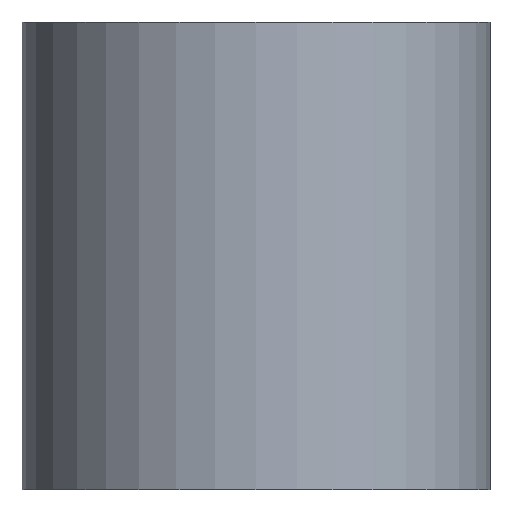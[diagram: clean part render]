
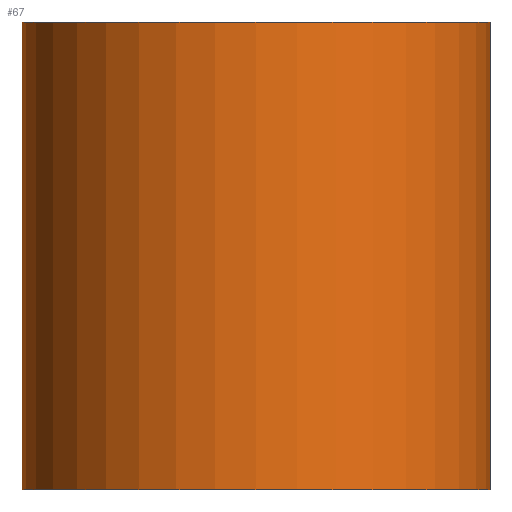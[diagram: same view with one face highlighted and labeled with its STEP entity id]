
A CAD part, front view. The second image highlights one B-rep face of the part: STEP entity #67.
In plain terms, the highlighted cylindrical face has radius 0.635 mm (diameter 1.27 mm), a partial arc.
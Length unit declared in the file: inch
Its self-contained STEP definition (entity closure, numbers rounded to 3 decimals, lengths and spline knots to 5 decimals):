
#3 = FACE_OUTER_BOUND ( 'NONE', #74, .T. ) ;
#5 = CARTESIAN_POINT ( 'NONE',  ( 36.14029, 39.25749, -0.025 ) ) ;
#16 = CARTESIAN_POINT ( 'NONE',  ( 36.16529, 39.25749, 0.025 ) ) ;
#18 = CARTESIAN_POINT ( 'NONE',  ( 36.14029, 39.25749, 0.025 ) ) ;
#20 = CARTESIAN_POINT ( 'NONE',  ( 36.11529, 39.25749, 0.025 ) ) ;
#26 = CIRCLE ( 'NONE', #97, 0.025 ) ;
#29 = CARTESIAN_POINT ( 'NONE',  ( 36.11529, 39.25749, 0.025 ) ) ;
#31 = VERTEX_POINT ( 'NONE', #20 ) ;
#43 = ORIENTED_EDGE ( 'NONE', *, *, #134, .F. ) ;
#44 = CARTESIAN_POINT ( 'NONE',  ( 36.16529, 39.25749, 0.025 ) ) ;
#50 = EDGE_CURVE ( 'NONE', #31, #100, #125, .T. ) ;
#56 = DIRECTION ( 'NONE',  ( 0., 0., 1. ) ) ;
#67 = ADVANCED_FACE ( 'NONE', ( #3 ), #168, .T. ) ;
#71 = LINE ( 'NONE', #44, #130 ) ;
#72 = ORIENTED_EDGE ( 'NONE', *, *, #91, .T. ) ;
#73 = DIRECTION ( 'NONE',  ( 0., 0., 1. ) ) ;
#74 = EDGE_LOOP ( 'NONE', ( #43, #86, #169, #72 ) ) ;
#78 = VECTOR ( 'NONE', #96, 39.37008 ) ;
#81 = CIRCLE ( 'NONE', #92, 0.025 ) ;
#82 = CARTESIAN_POINT ( 'NONE',  ( 36.11529, 39.25749, -0.025 ) ) ;
#86 = ORIENTED_EDGE ( 'NONE', *, *, #94, .F. ) ;
#91 = EDGE_CURVE ( 'NONE', #100, #99, #26, .T. ) ;
#92 = AXIS2_PLACEMENT_3D ( 'NONE', #18, #56, #123 ) ;
#94 = EDGE_CURVE ( 'NONE', #31, #113, #81, .T. ) ;
#96 = DIRECTION ( 'NONE',  ( 0., 0., -1. ) ) ;
#97 = AXIS2_PLACEMENT_3D ( 'NONE', #5, #73, #155 ) ;
#98 = DIRECTION ( 'NONE',  ( 0., 0., -1. ) ) ;
#99 = VERTEX_POINT ( 'NONE', #154 ) ;
#100 = VERTEX_POINT ( 'NONE', #82 ) ;
#112 = DIRECTION ( 'NONE',  ( 0., 0., -1. ) ) ;
#113 = VERTEX_POINT ( 'NONE', #16 ) ;
#123 = DIRECTION ( 'NONE',  ( 1., 0., 0. ) ) ;
#125 = LINE ( 'NONE', #29, #78 ) ;
#130 = VECTOR ( 'NONE', #98, 39.37008 ) ;
#134 = EDGE_CURVE ( 'NONE', #113, #99, #71, .T. ) ;
#139 = CARTESIAN_POINT ( 'NONE',  ( 36.14029, 39.25749, 0.025 ) ) ;
#154 = CARTESIAN_POINT ( 'NONE',  ( 36.16529, 39.25749, -0.025 ) ) ;
#155 = DIRECTION ( 'NONE',  ( 1., 0., 0. ) ) ;
#168 = CYLINDRICAL_SURFACE ( 'NONE', #175, 0.025 ) ;
#169 = ORIENTED_EDGE ( 'NONE', *, *, #50, .T. ) ;
#171 = DIRECTION ( 'NONE',  ( -1., 0., 0. ) ) ;
#175 = AXIS2_PLACEMENT_3D ( 'NONE', #139, #112, #171 ) ;
